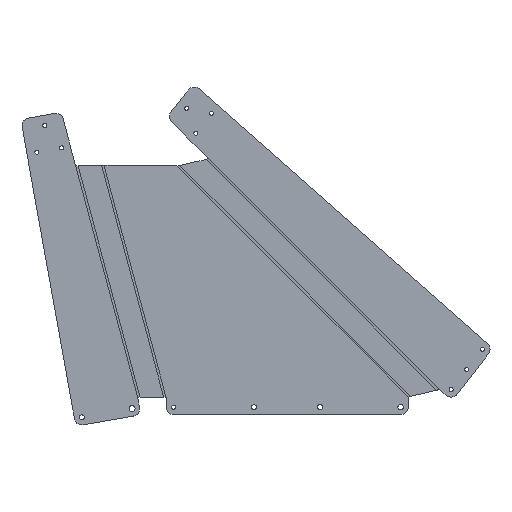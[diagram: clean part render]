
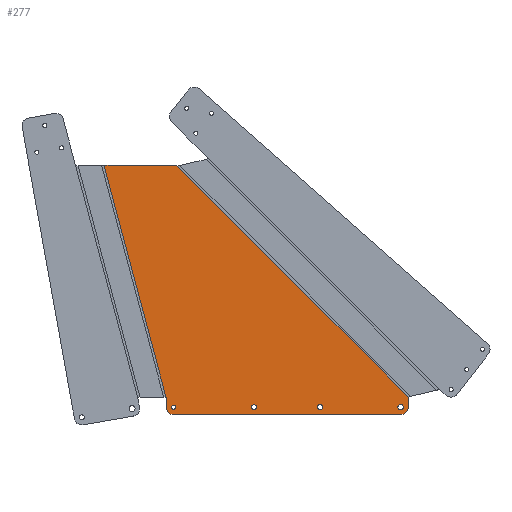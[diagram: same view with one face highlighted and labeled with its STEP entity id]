
A CAD part, top view. The second image highlights one B-rep face of the part: STEP entity #277.
In plain terms, the highlighted planar face has unit normal (0, 0, 1).
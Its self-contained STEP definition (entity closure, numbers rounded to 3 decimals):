
#13 = DIRECTION ( 'NONE',  ( 1., 0., 0. ) ) ;
#30 = VERTEX_POINT ( 'NONE', #2808 ) ;
#34 = CARTESIAN_POINT ( 'NONE',  ( -79.242, 82.785, 0. ) ) ;
#36 = CARTESIAN_POINT ( 'NONE',  ( -385.855, 102.785, 0. ) ) ;
#50 = EDGE_CURVE ( 'NONE', #2259, #1593, #81, .T. ) ;
#59 = ORIENTED_EDGE ( 'NONE', *, *, #1612, .F. ) ;
#64 = EDGE_CURVE ( 'NONE', #1868, #1767, #880, .T. ) ;
#75 = DIRECTION ( 'NONE',  ( 1., 0., 0. ) ) ;
#81 = LINE ( 'NONE', #84, #2593 ) ;
#82 = AXIS2_PLACEMENT_3D ( 'NONE', #2176, #165, #1356 ) ;
#84 = CARTESIAN_POINT ( 'NONE',  ( -370.855, 67.785, 0. ) ) ;
#93 = DIRECTION ( 'NONE',  ( 1., 0., 0. ) ) ;
#102 = VERTEX_POINT ( 'NONE', #1242 ) ;
#105 = AXIS2_PLACEMENT_3D ( 'NONE', #229, #672, #2084 ) ;
#115 = DIRECTION ( 'NONE',  ( 0., 0., 1. ) ) ;
#134 = CARTESIAN_POINT ( 'NONE',  ( 99.271, 99.271, 0. ) ) ;
#152 = VERTEX_POINT ( 'NONE', #2213 ) ;
#165 = DIRECTION ( 'NONE',  ( 0., 0., 1. ) ) ;
#203 = EDGE_CURVE ( 'NONE', #2403, #102, #1244, .T. ) ;
#213 = VERTEX_POINT ( 'NONE', #1731 ) ;
#219 = AXIS2_PLACEMENT_3D ( 'NONE', #1066, #115, #1532 ) ;
#229 = CARTESIAN_POINT ( 'NONE',  ( -210.855, 82.785, 0. ) ) ;
#265 = FACE_OUTER_BOUND ( 'NONE', #1623, .T. ) ;
#270 = AXIS2_PLACEMENT_3D ( 'NONE', #34, #489, #13 ) ;
#277 = ADVANCED_FACE ( 'NONE', ( #265, #1856, #2459, #2249, #1921 ), #617, .T. ) ;
#312 = DIRECTION ( 'NONE',  ( 0., 0., 1. ) ) ;
#373 = ORIENTED_EDGE ( 'NONE', *, *, #2938, .F. ) ;
#375 = CARTESIAN_POINT ( 'NONE',  ( 75.35, 82.785, 0. ) ) ;
#461 = CARTESIAN_POINT ( 'NONE',  ( -370.855, 67.785, 0. ) ) ;
#482 = CIRCLE ( 'NONE', #1075, 15. ) ;
#489 = DIRECTION ( 'NONE',  ( 0., 0., 1. ) ) ;
#521 = CARTESIAN_POINT ( 'NONE',  ( 80.758, 82.785, 0. ) ) ;
#532 = LINE ( 'NONE', #36, #2834 ) ;
#536 = CARTESIAN_POINT ( 'NONE',  ( 80.758, 82.785, 0. ) ) ;
#559 = CARTESIAN_POINT ( 'NONE',  ( 80.758, 67.785, 0. ) ) ;
#560 = ORIENTED_EDGE ( 'NONE', *, *, #1038, .T. ) ;
#562 = ORIENTED_EDGE ( 'NONE', *, *, #948, .T. ) ;
#613 = CIRCLE ( 'NONE', #1913, 4.687 ) ;
#617 = PLANE ( 'NONE',  #1315 ) ;
#660 = CARTESIAN_POINT ( 'NONE',  ( 0., 563.421, 0. ) ) ;
#669 = DIRECTION ( 'NONE',  ( 1., 0., 0. ) ) ;
#672 = DIRECTION ( 'NONE',  ( 0., 0., 1. ) ) ;
#733 = EDGE_LOOP ( 'NONE', ( #1034, #2536 ) ) ;
#773 = CARTESIAN_POINT ( 'NONE',  ( -206.167, 82.785, 0. ) ) ;
#775 = CARTESIAN_POINT ( 'NONE',  ( -210.855, 82.785, 0. ) ) ;
#797 = VECTOR ( 'NONE', #1405, 1000. ) ;
#801 = CIRCLE ( 'NONE', #105, 4.687 ) ;
#826 = CARTESIAN_POINT ( 'NONE',  ( -84.483, 82.785, 0. ) ) ;
#840 = AXIS2_PLACEMENT_3D ( 'NONE', #536, #2885, #2447 ) ;
#852 = CARTESIAN_POINT ( 'NONE',  ( 95.758, 82.785, 0. ) ) ;
#868 = EDGE_CURVE ( 'NONE', #152, #1666, #2557, .T. ) ;
#872 = VERTEX_POINT ( 'NONE', #1107 ) ;
#880 = CIRCLE ( 'NONE', #2844, 5.408 ) ;
#889 = EDGE_CURVE ( 'NONE', #2436, #1286, #801, .T. ) ;
#948 = EDGE_CURVE ( 'NONE', #102, #152, #1523, .T. ) ;
#1015 = DIRECTION ( 'NONE',  ( -0.707, 0.707, 0. ) ) ;
#1034 = ORIENTED_EDGE ( 'NONE', *, *, #1048, .F. ) ;
#1038 = EDGE_CURVE ( 'NONE', #2653, #2403, #1268, .T. ) ;
#1045 = ORIENTED_EDGE ( 'NONE', *, *, #64, .F. ) ;
#1048 = EDGE_CURVE ( 'NONE', #30, #2154, #2139, .T. ) ;
#1066 = CARTESIAN_POINT ( 'NONE',  ( -370.855, 82.785, 0. ) ) ;
#1075 = AXIS2_PLACEMENT_3D ( 'NONE', #2292, #2274, #1613 ) ;
#1095 = CARTESIAN_POINT ( 'NONE',  ( -334.311, -89.578, 0. ) ) ;
#1107 = CARTESIAN_POINT ( 'NONE',  ( -385.855, 82.785, 0. ) ) ;
#1117 = EDGE_LOOP ( 'NONE', ( #1045, #59 ) ) ;
#1120 = ORIENTED_EDGE ( 'NONE', *, *, #2689, .T. ) ;
#1144 = DIRECTION ( 'NONE',  ( -1., 0., 0. ) ) ;
#1242 = CARTESIAN_POINT ( 'NONE',  ( -364.878, 563.421, 0. ) ) ;
#1244 = LINE ( 'NONE', #134, #2388 ) ;
#1254 = CIRCLE ( 'NONE', #2513, 4.019 ) ;
#1257 = ORIENTED_EDGE ( 'NONE', *, *, #1771, .T. ) ;
#1268 = LINE ( 'NONE', #2765, #797 ) ;
#1286 = VERTEX_POINT ( 'NONE', #773 ) ;
#1315 = AXIS2_PLACEMENT_3D ( 'NONE', #1832, #2501, #669 ) ;
#1356 = DIRECTION ( 'NONE',  ( 1., 0., 0. ) ) ;
#1405 = DIRECTION ( 'NONE',  ( 0., 1., 0. ) ) ;
#1448 = DIRECTION ( 'NONE',  ( 1., 0., 0. ) ) ;
#1459 = EDGE_CURVE ( 'NONE', #1666, #872, #532, .T. ) ;
#1478 = DIRECTION ( 'NONE',  ( 0., 0., 1. ) ) ;
#1494 = DIRECTION ( 'NONE',  ( 0., 0., 1. ) ) ;
#1513 = CARTESIAN_POINT ( 'NONE',  ( -374.874, 82.785, 0. ) ) ;
#1523 = LINE ( 'NONE', #660, #2174 ) ;
#1532 = DIRECTION ( 'NONE',  ( 1., 0., 0. ) ) ;
#1582 = EDGE_CURVE ( 'NONE', #1286, #2436, #613, .T. ) ;
#1593 = VERTEX_POINT ( 'NONE', #559 ) ;
#1612 = EDGE_CURVE ( 'NONE', #1767, #1868, #1693, .T. ) ;
#1613 = DIRECTION ( 'NONE',  ( 1., 0., 0. ) ) ;
#1623 = EDGE_LOOP ( 'NONE', ( #2568, #2368, #1257, #2340, #1120, #560, #2374, #562 ) ) ;
#1631 = DIRECTION ( 'NONE',  ( 0., -1., 0. ) ) ;
#1666 = VERTEX_POINT ( 'NONE', #1736 ) ;
#1693 = CIRCLE ( 'NONE', #840, 5.408 ) ;
#1731 = CARTESIAN_POINT ( 'NONE',  ( -366.835, 82.785, 0. ) ) ;
#1736 = CARTESIAN_POINT ( 'NONE',  ( -385.855, 102.785, 0. ) ) ;
#1744 = ORIENTED_EDGE ( 'NONE', *, *, #889, .F. ) ;
#1746 = EDGE_LOOP ( 'NONE', ( #373, #2105 ) ) ;
#1767 = VERTEX_POINT ( 'NONE', #375 ) ;
#1771 = EDGE_CURVE ( 'NONE', #872, #2259, #2363, .T. ) ;
#1791 = CIRCLE ( 'NONE', #82, 4.019 ) ;
#1803 = EDGE_LOOP ( 'NONE', ( #2445, #1744 ) ) ;
#1824 = CARTESIAN_POINT ( 'NONE',  ( -79.242, 82.785, 0. ) ) ;
#1832 = CARTESIAN_POINT ( 'NONE',  ( 0., 0., 0. ) ) ;
#1856 = FACE_BOUND ( 'NONE', #1117, .T. ) ;
#1868 = VERTEX_POINT ( 'NONE', #2294 ) ;
#1913 = AXIS2_PLACEMENT_3D ( 'NONE', #775, #1494, #2851 ) ;
#1921 = FACE_BOUND ( 'NONE', #1746, .T. ) ;
#1955 = VECTOR ( 'NONE', #2494, 1000. ) ;
#2067 = EDGE_CURVE ( 'NONE', #2154, #30, #2471, .T. ) ;
#2084 = DIRECTION ( 'NONE',  ( 1., 0., 0. ) ) ;
#2105 = ORIENTED_EDGE ( 'NONE', *, *, #2121, .F. ) ;
#2121 = EDGE_CURVE ( 'NONE', #2170, #213, #1254, .T. ) ;
#2139 = CIRCLE ( 'NONE', #270, 5.241 ) ;
#2144 = CARTESIAN_POINT ( 'NONE',  ( 95.758, 102.785, 0. ) ) ;
#2154 = VERTEX_POINT ( 'NONE', #826 ) ;
#2158 = CARTESIAN_POINT ( 'NONE',  ( -215.542, 82.785, 0. ) ) ;
#2170 = VERTEX_POINT ( 'NONE', #1513 ) ;
#2174 = VECTOR ( 'NONE', #1144, 1000. ) ;
#2176 = CARTESIAN_POINT ( 'NONE',  ( -370.855, 82.785, 0. ) ) ;
#2186 = DIRECTION ( 'NONE',  ( 0., 0., 1. ) ) ;
#2213 = CARTESIAN_POINT ( 'NONE',  ( -509.282, 563.421, 0. ) ) ;
#2249 = FACE_BOUND ( 'NONE', #1803, .T. ) ;
#2259 = VERTEX_POINT ( 'NONE', #461 ) ;
#2274 = DIRECTION ( 'NONE',  ( 0., 0., 1. ) ) ;
#2292 = CARTESIAN_POINT ( 'NONE',  ( 80.758, 82.785, 0. ) ) ;
#2294 = CARTESIAN_POINT ( 'NONE',  ( 86.166, 82.785, 0. ) ) ;
#2340 = ORIENTED_EDGE ( 'NONE', *, *, #50, .T. ) ;
#2355 = AXIS2_PLACEMENT_3D ( 'NONE', #1824, #2186, #2418 ) ;
#2363 = CIRCLE ( 'NONE', #219, 15. ) ;
#2368 = ORIENTED_EDGE ( 'NONE', *, *, #1459, .T. ) ;
#2374 = ORIENTED_EDGE ( 'NONE', *, *, #203, .T. ) ;
#2388 = VECTOR ( 'NONE', #1015, 1000. ) ;
#2403 = VERTEX_POINT ( 'NONE', #2144 ) ;
#2418 = DIRECTION ( 'NONE',  ( 1., 0., 0. ) ) ;
#2436 = VERTEX_POINT ( 'NONE', #2158 ) ;
#2445 = ORIENTED_EDGE ( 'NONE', *, *, #1582, .F. ) ;
#2447 = DIRECTION ( 'NONE',  ( 1., 0., 0. ) ) ;
#2459 = FACE_BOUND ( 'NONE', #733, .T. ) ;
#2471 = CIRCLE ( 'NONE', #2355, 5.241 ) ;
#2494 = DIRECTION ( 'NONE',  ( 0.259, -0.966, 0. ) ) ;
#2501 = DIRECTION ( 'NONE',  ( 0., 0., 1. ) ) ;
#2513 = AXIS2_PLACEMENT_3D ( 'NONE', #2609, #1478, #93 ) ;
#2536 = ORIENTED_EDGE ( 'NONE', *, *, #2067, .F. ) ;
#2557 = LINE ( 'NONE', #1095, #1955 ) ;
#2568 = ORIENTED_EDGE ( 'NONE', *, *, #868, .T. ) ;
#2593 = VECTOR ( 'NONE', #75, 1000. ) ;
#2609 = CARTESIAN_POINT ( 'NONE',  ( -370.855, 82.785, 0. ) ) ;
#2653 = VERTEX_POINT ( 'NONE', #852 ) ;
#2689 = EDGE_CURVE ( 'NONE', #1593, #2653, #482, .T. ) ;
#2765 = CARTESIAN_POINT ( 'NONE',  ( 95.758, 82.785, 0. ) ) ;
#2808 = CARTESIAN_POINT ( 'NONE',  ( -74.001, 82.785, 0. ) ) ;
#2834 = VECTOR ( 'NONE', #1631, 1000. ) ;
#2844 = AXIS2_PLACEMENT_3D ( 'NONE', #521, #312, #1448 ) ;
#2851 = DIRECTION ( 'NONE',  ( 1., 0., 0. ) ) ;
#2885 = DIRECTION ( 'NONE',  ( 0., 0., 1. ) ) ;
#2938 = EDGE_CURVE ( 'NONE', #213, #2170, #1791, .T. ) ;
